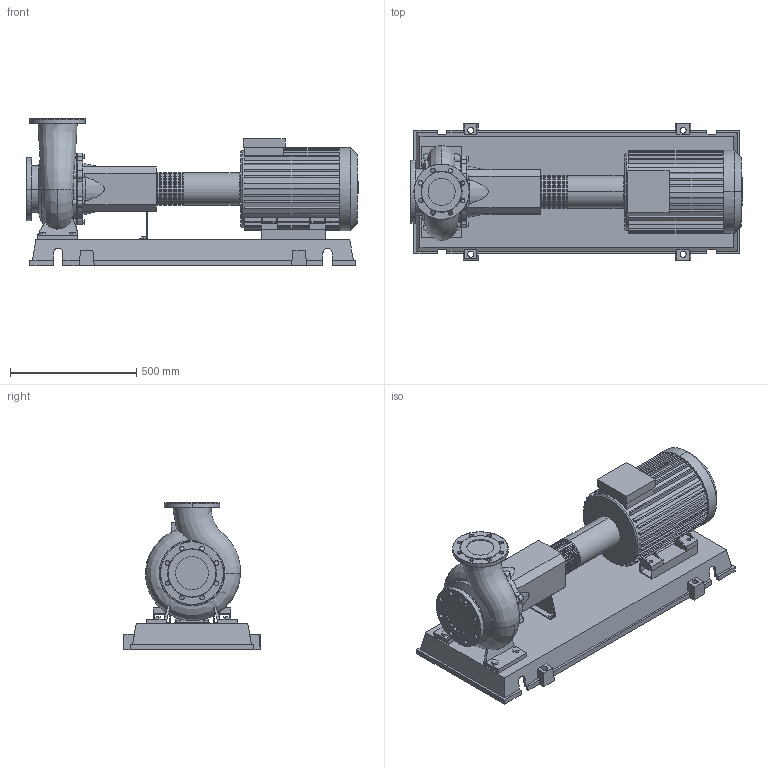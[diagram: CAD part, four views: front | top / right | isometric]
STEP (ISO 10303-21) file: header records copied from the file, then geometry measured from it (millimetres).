
FILE_DESCRIPTION((''),'2;1');
FILE_NAME('3d_NL100_200-18.5-2-12-4109329.stp','2015-03-03T07:21:47',(''),(''),'Mechanical Desktop 2009','Mechanical Desktop 2009',', , ');
FILE_SCHEMA(('CONFIG_CONTROL_DESIGN'));
Length unit declared in the file: millimetre
Products named in the file (1): Product
Bounding box: 1313 x 540 x 583 mm (x, y, z)
Volume: 79469335.2 mm3; surface area: 4373131.1 mm2
Topology: 13 solids, 13 shells, 890 faces, 2375 edges, 1563 vertices
Faces by surface type: plane 451, cylinder 249, bspline 162, cone 14, torus 14
Entity records: 32447 total; most frequent: CARTESIAN_POINT 10000, ORIENTED_EDGE 4752, DIRECTION 4517, EDGE_CURVE 2376, VERTEX_POINT 1562, AXIS2_PLACEMENT_3D 1521, VECTOR 1475, LINE 1475
